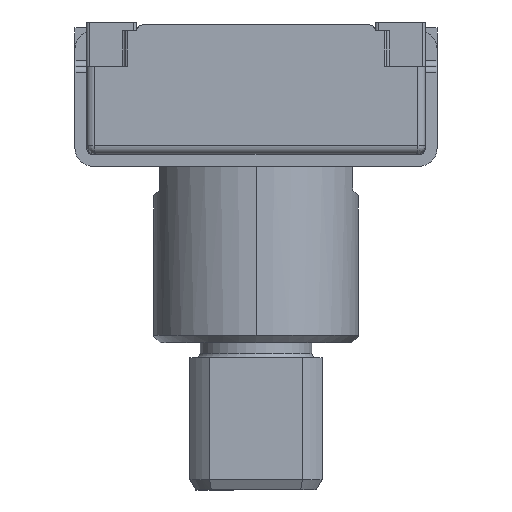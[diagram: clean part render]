
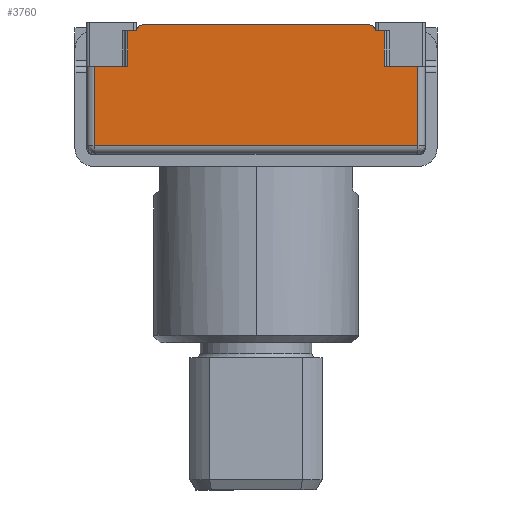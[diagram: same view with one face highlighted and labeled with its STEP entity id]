
A CAD part, left-side view. The second image highlights one B-rep face of the part: STEP entity #3760.
In plain terms, the highlighted face is planar.
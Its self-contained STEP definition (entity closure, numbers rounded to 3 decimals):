
#2750=CARTESIAN_POINT('',(4.475,11.5,3.547));
#2760=DIRECTION('',(0.,1.,0.));
#2770=DIRECTION('',(1.,0.,0.));
#2780=AXIS2_PLACEMENT_3D('',#2750,#2760,#2770);
#2790=PLANE('',#2780);
#2800=CARTESIAN_POINT('',(11.5,11.5,3.9));
#2810=DIRECTION('',(1.,0.,0.));
#2820=VECTOR('',#2810,1.);
#2830=LINE('',#2800,#2820);
#2840=CARTESIAN_POINT('',(0.25,11.5,3.9));
#2850=VERTEX_POINT('',#2840);
#2860=CARTESIAN_POINT('',(11.25,11.5,3.9));
#2870=VERTEX_POINT('',#2860);
#2880=EDGE_CURVE('',#2850,#2870,#2830,.T.);
#2890=ORIENTED_EDGE('',*,*,#2880,.T.);
#2900=CARTESIAN_POINT('',(0.25,11.5,4.2));
#2910=DIRECTION('',(0.,0.,-1.));
#2920=VECTOR('',#2910,1.);
#2930=LINE('',#2900,#2920);
#2940=CARTESIAN_POINT('',(0.25,11.5,1.2));
#2950=VERTEX_POINT('',#2940);
#2960=EDGE_CURVE('',#2850,#2950,#2930,.T.);
#2970=ORIENTED_EDGE('',*,*,#2960,.F.);
#2980=CARTESIAN_POINT('',(1.3,11.5,1.2));
#2990=DIRECTION('',(-1.,0.,0.));
#3000=VECTOR('',#2990,1.);
#3010=LINE('',#2980,#3000);
#3020=CARTESIAN_POINT('',(1.4,11.5,1.2));
#3030=VERTEX_POINT('',#3020);
#3040=EDGE_CURVE('',#3030,#2950,#3010,.T.);
#3050=ORIENTED_EDGE('',*,*,#3040,.T.);
#3060=CARTESIAN_POINT('',(1.4,11.5,0.));
#3070=DIRECTION('',(0.,0.,1.));
#3080=VECTOR('',#3070,1.);
#3090=LINE('',#3060,#3080);
#3100=CARTESIAN_POINT('',(1.4,11.5,0.));
#3110=VERTEX_POINT('',#3100);
#3120=EDGE_CURVE('',#3110,#3030,#3090,.T.);
#3130=ORIENTED_EDGE('',*,*,#3120,.T.);
#3140=CARTESIAN_POINT('',(5.75,11.5,0.));
#3150=DIRECTION('',(-1.,0.,0.));
#3160=VECTOR('',#3150,1.);
#3170=LINE('',#3140,#3160);
#3180=CARTESIAN_POINT('',(1.7,11.5,0.));
#3190=VERTEX_POINT('',#3180);
#3200=EDGE_CURVE('',#3190,#3110,#3170,.T.);
#3210=ORIENTED_EDGE('',*,*,#3200,.T.);
#3220=CARTESIAN_POINT('',(1.9,11.5,0.));
#3230=DIRECTION('',(0.,1.,0.));
#3240=DIRECTION('',(-1.,0.,0.));
#3250=AXIS2_PLACEMENT_3D('',#3220,#3230,#3240);
#3260=CIRCLE('',#3250,0.2);
#3270=CARTESIAN_POINT('',(1.9,11.5,-0.2));
#3280=VERTEX_POINT('',#3270);
#3290=EDGE_CURVE('',#3280,#3190,#3260,.T.);
#3300=ORIENTED_EDGE('',*,*,#3290,.T.);
#3310=CARTESIAN_POINT('',(1.7,11.5,-0.2));
#3320=DIRECTION('',(1.,0.,0.));
#3330=VECTOR('',#3320,1.);
#3340=LINE('',#3310,#3330);
#3350=CARTESIAN_POINT('',(9.6,11.5,-0.2));
#3360=VERTEX_POINT('',#3350);
#3370=EDGE_CURVE('',#3280,#3360,#3340,.T.);
#3380=ORIENTED_EDGE('',*,*,#3370,.F.);
#3390=CARTESIAN_POINT('',(9.6,11.5,0.));
#3400=DIRECTION('',(0.,-1.,0.));
#3410=DIRECTION('',(1.,0.,0.));
#3420=AXIS2_PLACEMENT_3D('',#3390,#3400,#3410);
#3430=CIRCLE('',#3420,0.2);
#3440=CARTESIAN_POINT('',(9.8,11.5,0.));
#3450=VERTEX_POINT('',#3440);
#3460=EDGE_CURVE('',#3360,#3450,#3430,.T.);
#3470=ORIENTED_EDGE('',*,*,#3460,.F.);
#3480=CARTESIAN_POINT('',(10.1,11.5,0.));
#3490=VERTEX_POINT('',#3480);
#3500=EDGE_CURVE('',#3490,#3450,#3170,.T.);
#3510=ORIENTED_EDGE('',*,*,#3500,.T.);
#3520=CARTESIAN_POINT('',(10.1,11.5,0.));
#3530=DIRECTION('',(0.,0.,-1.));
#3540=VECTOR('',#3530,1.);
#3550=LINE('',#3520,#3540);
#3560=CARTESIAN_POINT('',(10.1,11.5,1.2));
#3570=VERTEX_POINT('',#3560);
#3580=EDGE_CURVE('',#3570,#3490,#3550,.T.);
#3590=ORIENTED_EDGE('',*,*,#3580,.T.);
#3600=CARTESIAN_POINT('',(0.,11.5,1.2));
#3610=DIRECTION('',(-1.,0.,0.));
#3620=VECTOR('',#3610,1.);
#3630=LINE('',#3600,#3620);
#3640=CARTESIAN_POINT('',(11.25,11.5,1.2));
#3650=VERTEX_POINT('',#3640);
#3660=EDGE_CURVE('',#3650,#3570,#3630,.T.);
#3670=ORIENTED_EDGE('',*,*,#3660,.T.);
#3680=CARTESIAN_POINT('',(11.25,11.5,4.2));
#3690=DIRECTION('',(0.,0.,-1.));
#3700=VECTOR('',#3690,1.);
#3710=LINE('',#3680,#3700);
#3720=EDGE_CURVE('',#2870,#3650,#3710,.T.);
#3730=ORIENTED_EDGE('',*,*,#3720,.T.);
#3740=EDGE_LOOP('',(#3730,#3670,#3590,#3510,#3470,#3380,#3300,#3210,
#3130,#3050,#2970,#2890));
#3750=FACE_OUTER_BOUND('',#3740,.T.);
#3760=ADVANCED_FACE('',(#3750),#2790,.T.);
